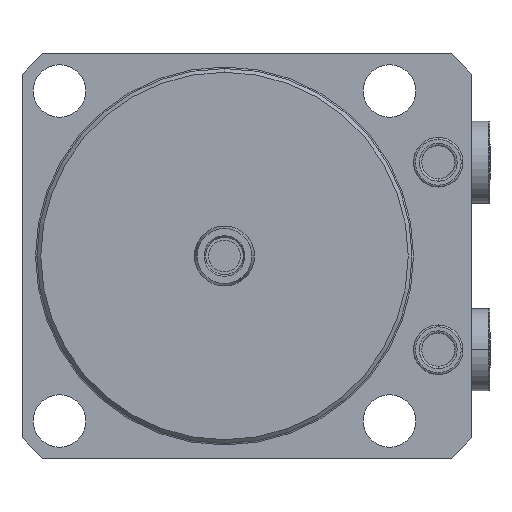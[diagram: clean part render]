
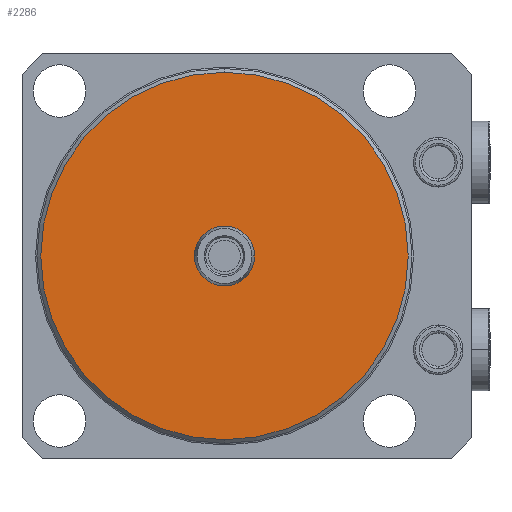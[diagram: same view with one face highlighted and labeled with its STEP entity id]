
A CAD part, front view. The second image highlights one B-rep face of the part: STEP entity #2286.
In plain terms, the highlighted planar face has unit normal (0, -1, 0).
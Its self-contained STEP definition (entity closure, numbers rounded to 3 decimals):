
#127 = AXIS2_PLACEMENT_3D ( 'NONE', #1429, #1428, #1425 ) ;
#129 = AXIS2_PLACEMENT_3D ( 'NONE', #1093, #1091, #1086 ) ;
#159 = AXIS2_PLACEMENT_3D ( 'NONE', #5343, #5340, #5342 ) ;
#1086 = DIRECTION ( 'NONE',  ( 0., 0., 1. ) ) ;
#1091 = DIRECTION ( 'NONE',  ( 0., 1., 0. ) ) ;
#1093 = CARTESIAN_POINT ( 'NONE',  ( 0., -65., 0. ) ) ;
#1425 = DIRECTION ( 'NONE',  ( 0., 0., 1. ) ) ;
#1428 = DIRECTION ( 'NONE',  ( 0., -1., 0. ) ) ;
#1429 = CARTESIAN_POINT ( 'NONE',  ( 0., -65., 0. ) ) ;
#2286 = ADVANCED_FACE ( 'NONE', ( #6712, #6734 ), #7090, .F. ) ;
#3349 = DIRECTION ( 'NONE',  ( 0., 0., 1. ) ) ;
#3350 = DIRECTION ( 'NONE',  ( 0., 1., 0. ) ) ;
#3351 = CARTESIAN_POINT ( 'NONE',  ( 0., -65., 0. ) ) ;
#4877 = ORIENTED_EDGE ( 'NONE', *, *, #8920, .T. ) ;
#4880 = ORIENTED_EDGE ( 'NONE', *, *, #8922, .T. ) ;
#4881 = ORIENTED_EDGE ( 'NONE', *, *, #5095, .T. ) ;
#4883 = ORIENTED_EDGE ( 'NONE', *, *, #7968, .T. ) ;
#5095 = EDGE_CURVE ( 'NONE', #7659, #7789, #8108, .T. ) ;
#5127 = AXIS2_PLACEMENT_3D ( 'NONE', #7093, #7088, #7087 ) ;
#5340 = DIRECTION ( 'NONE',  ( 0., -1., 0. ) ) ;
#5342 = DIRECTION ( 'NONE',  ( 0., 0., 1. ) ) ;
#5343 = CARTESIAN_POINT ( 'NONE',  ( 0., -65., 0. ) ) ;
#5996 = CARTESIAN_POINT ( 'NONE',  ( 0., -65., -8. ) ) ;
#6084 = CARTESIAN_POINT ( 'NONE',  ( 0., -65., -49. ) ) ;
#6113 = CARTESIAN_POINT ( 'NONE',  ( 0., -65., 8. ) ) ;
#6141 = CARTESIAN_POINT ( 'NONE',  ( 0., -65., 49. ) ) ;
#6311 = EDGE_LOOP ( 'NONE', ( #4880, #4883 ) ) ;
#6312 = EDGE_LOOP ( 'NONE', ( #4877, #4881 ) ) ;
#6712 = FACE_BOUND ( 'NONE', #6312, .T. ) ;
#6734 = FACE_OUTER_BOUND ( 'NONE', #6311, .T. ) ;
#7087 = DIRECTION ( 'NONE',  ( 0., 0., 1. ) ) ;
#7088 = DIRECTION ( 'NONE',  ( 0., 1., 0. ) ) ;
#7090 = PLANE ( 'NONE',  #5127 ) ;
#7093 = CARTESIAN_POINT ( 'NONE',  ( 0., -65., 0. ) ) ;
#7659 = VERTEX_POINT ( 'NONE', #5996 ) ;
#7783 = VERTEX_POINT ( 'NONE', #6141 ) ;
#7789 = VERTEX_POINT ( 'NONE', #6113 ) ;
#7796 = VERTEX_POINT ( 'NONE', #6084 ) ;
#7968 = EDGE_CURVE ( 'NONE', #7796, #7783, #8392, .T. ) ;
#8108 = CIRCLE ( 'NONE', #9088, 8. ) ;
#8392 = CIRCLE ( 'NONE', #159, 49. ) ;
#8548 = CIRCLE ( 'NONE', #129, 8. ) ;
#8550 = CIRCLE ( 'NONE', #127, 49. ) ;
#8920 = EDGE_CURVE ( 'NONE', #7789, #7659, #8548, .T. ) ;
#8922 = EDGE_CURVE ( 'NONE', #7783, #7796, #8550, .T. ) ;
#9088 = AXIS2_PLACEMENT_3D ( 'NONE', #3351, #3350, #3349 ) ;
